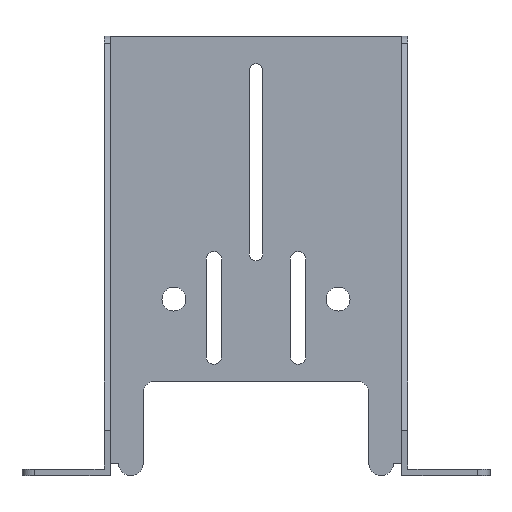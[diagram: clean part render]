
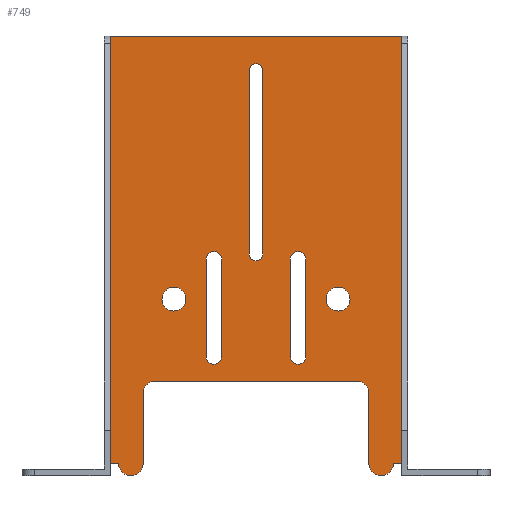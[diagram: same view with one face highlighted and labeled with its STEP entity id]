
A CAD part, top view. The second image highlights one B-rep face of the part: STEP entity #749.
In plain terms, the highlighted planar face has unit normal (0, 0, 1).
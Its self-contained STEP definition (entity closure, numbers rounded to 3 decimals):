
#615=FACE_BOUND('',#1327,.T.);
#616=FACE_BOUND('',#1328,.T.);
#617=FACE_BOUND('',#1329,.T.);
#618=FACE_BOUND('',#1330,.T.);
#619=FACE_BOUND('',#1331,.T.);
#620=FACE_BOUND('',#1332,.T.);
#721=CIRCLE('',#4173,3.);
#722=CIRCLE('',#4174,3.);
#723=CIRCLE('',#4175,3.);
#724=CIRCLE('',#4176,3.);
#725=CIRCLE('',#4177,3.);
#726=CIRCLE('',#4178,3.);
#727=CIRCLE('',#4179,1.9);
#728=CIRCLE('',#4180,1.9);
#729=CIRCLE('',#4181,1.65);
#730=CIRCLE('',#4182,1.65);
#731=CIRCLE('',#4183,1.9);
#732=CIRCLE('',#4184,1.9);
#733=CIRCLE('',#4185,2.9);
#734=CIRCLE('',#4186,2.9);
#749=ADVANCED_FACE('',(#615,#616,#617,#618,#619,#620),#972,.T.);
#972=PLANE('',#4187);
#1327=EDGE_LOOP('',(#1707,#1708,#1709,#1710,#1711,#1712,#1713,#1714,#1715,
#1716,#1717,#1718,#1719,#1720));
#1328=EDGE_LOOP('',(#1721,#1722,#1723,#1724));
#1329=EDGE_LOOP('',(#1725,#1726,#1727,#1728));
#1330=EDGE_LOOP('',(#1729,#1730,#1731,#1732));
#1331=EDGE_LOOP('',(#1733));
#1332=EDGE_LOOP('',(#1734));
#1707=ORIENTED_EDGE('',*,*,#3152,.T.);
#1708=ORIENTED_EDGE('',*,*,#3153,.T.);
#1709=ORIENTED_EDGE('',*,*,#3154,.F.);
#1710=ORIENTED_EDGE('',*,*,#3155,.T.);
#1711=ORIENTED_EDGE('',*,*,#3156,.F.);
#1712=ORIENTED_EDGE('',*,*,#3157,.T.);
#1713=ORIENTED_EDGE('',*,*,#3158,.F.);
#1714=ORIENTED_EDGE('',*,*,#3159,.T.);
#1715=ORIENTED_EDGE('',*,*,#3160,.T.);
#1716=ORIENTED_EDGE('',*,*,#3161,.T.);
#1717=ORIENTED_EDGE('',*,*,#3136,.T.);
#1718=ORIENTED_EDGE('',*,*,#3145,.F.);
#1719=ORIENTED_EDGE('',*,*,#3126,.T.);
#1720=ORIENTED_EDGE('',*,*,#3162,.T.);
#1721=ORIENTED_EDGE('',*,*,#3163,.F.);
#1722=ORIENTED_EDGE('',*,*,#3164,.F.);
#1723=ORIENTED_EDGE('',*,*,#3165,.F.);
#1724=ORIENTED_EDGE('',*,*,#3166,.F.);
#1725=ORIENTED_EDGE('',*,*,#3167,.F.);
#1726=ORIENTED_EDGE('',*,*,#3168,.F.);
#1727=ORIENTED_EDGE('',*,*,#3169,.F.);
#1728=ORIENTED_EDGE('',*,*,#3170,.F.);
#1729=ORIENTED_EDGE('',*,*,#3171,.F.);
#1730=ORIENTED_EDGE('',*,*,#3172,.F.);
#1731=ORIENTED_EDGE('',*,*,#3173,.F.);
#1732=ORIENTED_EDGE('',*,*,#3174,.F.);
#1733=ORIENTED_EDGE('',*,*,#3175,.F.);
#1734=ORIENTED_EDGE('',*,*,#3176,.F.);
#2747=VERTEX_POINT('',#5296);
#2748=VERTEX_POINT('',#5298);
#2756=VERTEX_POINT('',#5316);
#2757=VERTEX_POINT('',#5318);
#2765=VERTEX_POINT('',#5346);
#2766=VERTEX_POINT('',#5347);
#2767=VERTEX_POINT('',#5349);
#2768=VERTEX_POINT('',#5351);
#2769=VERTEX_POINT('',#5353);
#2770=VERTEX_POINT('',#5355);
#2771=VERTEX_POINT('',#5357);
#2772=VERTEX_POINT('',#5359);
#2773=VERTEX_POINT('',#5361);
#2774=VERTEX_POINT('',#5363);
#2775=VERTEX_POINT('',#5367);
#2776=VERTEX_POINT('',#5368);
#2777=VERTEX_POINT('',#5370);
#2778=VERTEX_POINT('',#5372);
#2779=VERTEX_POINT('',#5375);
#2780=VERTEX_POINT('',#5376);
#2781=VERTEX_POINT('',#5378);
#2782=VERTEX_POINT('',#5380);
#2783=VERTEX_POINT('',#5383);
#2784=VERTEX_POINT('',#5384);
#2785=VERTEX_POINT('',#5386);
#2786=VERTEX_POINT('',#5388);
#2787=VERTEX_POINT('',#5391);
#2788=VERTEX_POINT('',#5393);
#3126=EDGE_CURVE('',#2748,#2747,#3642,.T.);
#3136=EDGE_CURVE('',#2757,#2756,#3648,.T.);
#3145=EDGE_CURVE('',#2748,#2756,#3655,.T.);
#3152=EDGE_CURVE('',#2765,#2766,#721,.T.);
#3153=EDGE_CURVE('',#2766,#2767,#722,.T.);
#3154=EDGE_CURVE('',#2768,#2767,#3659,.T.);
#3155=EDGE_CURVE('',#2768,#2769,#723,.T.);
#3156=EDGE_CURVE('',#2770,#2769,#3660,.T.);
#3157=EDGE_CURVE('',#2770,#2771,#724,.T.);
#3158=EDGE_CURVE('',#2772,#2771,#3661,.T.);
#3159=EDGE_CURVE('',#2772,#2773,#725,.T.);
#3160=EDGE_CURVE('',#2773,#2774,#726,.T.);
#3161=EDGE_CURVE('',#2774,#2757,#3662,.T.);
#3162=EDGE_CURVE('',#2747,#2765,#3663,.T.);
#3163=EDGE_CURVE('',#2775,#2776,#727,.T.);
#3164=EDGE_CURVE('',#2777,#2775,#3664,.T.);
#3165=EDGE_CURVE('',#2778,#2777,#728,.T.);
#3166=EDGE_CURVE('',#2776,#2778,#3665,.T.);
#3167=EDGE_CURVE('',#2779,#2780,#729,.T.);
#3168=EDGE_CURVE('',#2781,#2779,#3666,.T.);
#3169=EDGE_CURVE('',#2782,#2781,#730,.T.);
#3170=EDGE_CURVE('',#2780,#2782,#3667,.T.);
#3171=EDGE_CURVE('',#2783,#2784,#731,.T.);
#3172=EDGE_CURVE('',#2785,#2783,#3668,.T.);
#3173=EDGE_CURVE('',#2786,#2785,#732,.T.);
#3174=EDGE_CURVE('',#2784,#2786,#3669,.T.);
#3175=EDGE_CURVE('',#2787,#2787,#733,.T.);
#3176=EDGE_CURVE('',#2788,#2788,#734,.T.);
#3642=LINE('',#5297,#3885);
#3648=LINE('',#5317,#3891);
#3655=LINE('',#5332,#3898);
#3659=LINE('',#5350,#3902);
#3660=LINE('',#5354,#3903);
#3661=LINE('',#5358,#3904);
#3662=LINE('',#5364,#3905);
#3663=LINE('',#5365,#3906);
#3664=LINE('',#5369,#3907);
#3665=LINE('',#5373,#3908);
#3666=LINE('',#5377,#3909);
#3667=LINE('',#5381,#3910);
#3668=LINE('',#5385,#3911);
#3669=LINE('',#5389,#3912);
#3885=VECTOR('',#4496,1.);
#3891=VECTOR('',#4512,1.);
#3898=VECTOR('',#4527,1.);
#3902=VECTOR('',#4545,1.);
#3903=VECTOR('',#4548,1.);
#3904=VECTOR('',#4551,1.);
#3905=VECTOR('',#4556,1.);
#3906=VECTOR('',#4557,1.);
#3907=VECTOR('',#4560,1.);
#3908=VECTOR('',#4563,1.);
#3909=VECTOR('',#4566,1.);
#3910=VECTOR('',#4569,1.);
#3911=VECTOR('',#4572,1.);
#3912=VECTOR('',#4575,1.);
#4173=AXIS2_PLACEMENT_3D('',#5345,#4541,#4542);
#4174=AXIS2_PLACEMENT_3D('',#5348,#4543,#4544);
#4175=AXIS2_PLACEMENT_3D('',#5352,#4546,#4547);
#4176=AXIS2_PLACEMENT_3D('',#5356,#4549,#4550);
#4177=AXIS2_PLACEMENT_3D('',#5360,#4552,#4553);
#4178=AXIS2_PLACEMENT_3D('',#5362,#4554,#4555);
#4179=AXIS2_PLACEMENT_3D('',#5366,#4558,#4559);
#4180=AXIS2_PLACEMENT_3D('',#5371,#4561,#4562);
#4181=AXIS2_PLACEMENT_3D('',#5374,#4564,#4565);
#4182=AXIS2_PLACEMENT_3D('',#5379,#4567,#4568);
#4183=AXIS2_PLACEMENT_3D('',#5382,#4570,#4571);
#4184=AXIS2_PLACEMENT_3D('',#5387,#4573,#4574);
#4185=AXIS2_PLACEMENT_3D('',#5390,#4576,#4577);
#4186=AXIS2_PLACEMENT_3D('',#5392,#4578,#4579);
#4187=AXIS2_PLACEMENT_3D('',#5394,#4580,#4581);
#4496=DIRECTION('',(0.,-1.,0.));
#4512=DIRECTION('',(0.,1.,0.));
#4527=DIRECTION('',(1.,0.,0.));
#4541=DIRECTION('',(0.,0.,1.));
#4542=DIRECTION('',(1.,0.,0.));
#4543=DIRECTION('',(0.,0.,1.));
#4544=DIRECTION('',(1.,0.,0.));
#4545=DIRECTION('',(0.,-1.,0.));
#4546=DIRECTION('',(0.,0.,-1.));
#4547=DIRECTION('',(1.,0.,0.));
#4548=DIRECTION('',(-1.,0.,0.));
#4549=DIRECTION('',(0.,0.,-1.));
#4550=DIRECTION('',(1.,0.,0.));
#4551=DIRECTION('',(0.,1.,0.));
#4552=DIRECTION('',(0.,0.,1.));
#4553=DIRECTION('',(1.,0.,0.));
#4554=DIRECTION('',(0.,0.,1.));
#4555=DIRECTION('',(1.,0.,0.));
#4556=DIRECTION('',(1.,0.,0.));
#4557=DIRECTION('',(1.,0.,0.));
#4558=DIRECTION('',(0.,0.,1.));
#4559=DIRECTION('',(1.,0.,0.));
#4560=DIRECTION('',(0.,1.,0.));
#4561=DIRECTION('',(0.,0.,1.));
#4562=DIRECTION('',(1.,0.,0.));
#4563=DIRECTION('',(0.,-1.,0.));
#4564=DIRECTION('',(0.,0.,1.));
#4565=DIRECTION('',(1.,0.,0.));
#4566=DIRECTION('',(0.,-1.,0.));
#4567=DIRECTION('',(0.,0.,1.));
#4568=DIRECTION('',(1.,0.,0.));
#4569=DIRECTION('',(0.,1.,0.));
#4570=DIRECTION('',(0.,0.,1.));
#4571=DIRECTION('',(1.,0.,0.));
#4572=DIRECTION('',(0.,-1.,0.));
#4573=DIRECTION('',(0.,0.,1.));
#4574=DIRECTION('',(1.,0.,0.));
#4575=DIRECTION('',(0.,1.,0.));
#4576=DIRECTION('',(0.,0.,1.));
#4577=DIRECTION('',(1.,0.,0.));
#4578=DIRECTION('',(0.,0.,1.));
#4579=DIRECTION('',(1.,0.,0.));
#4580=DIRECTION('',(0.,0.,1.));
#4581=DIRECTION('',(1.,0.,0.));
#5296=CARTESIAN_POINT('',(21.5,3.,1.5));
#5297=CARTESIAN_POINT('',(21.5,107.,1.5));
#5298=CARTESIAN_POINT('',(21.5,107.,1.5));
#5316=CARTESIAN_POINT('',(92.5,107.,1.5));
#5317=CARTESIAN_POINT('',(92.5,0.,1.5));
#5318=CARTESIAN_POINT('',(92.5,3.,1.5));
#5332=CARTESIAN_POINT('',(92.5,107.,1.5));
#5345=CARTESIAN_POINT('',(26.5,3.,1.5));
#5346=CARTESIAN_POINT('',(23.5,3.,1.5));
#5347=CARTESIAN_POINT('',(26.5,0.,1.5));
#5348=CARTESIAN_POINT('',(26.5,3.,1.5));
#5349=CARTESIAN_POINT('',(29.5,3.,1.5));
#5350=CARTESIAN_POINT('',(29.5,23.,1.5));
#5351=CARTESIAN_POINT('',(29.5,20.,1.5));
#5352=CARTESIAN_POINT('',(32.5,20.,1.5));
#5353=CARTESIAN_POINT('',(32.5,23.,1.5));
#5354=CARTESIAN_POINT('',(84.5,23.,1.5));
#5355=CARTESIAN_POINT('',(81.5,23.,1.5));
#5356=CARTESIAN_POINT('',(81.5,20.,1.5));
#5357=CARTESIAN_POINT('',(84.5,20.,1.5));
#5358=CARTESIAN_POINT('',(84.5,0.,1.5));
#5359=CARTESIAN_POINT('',(84.5,3.,1.5));
#5360=CARTESIAN_POINT('',(87.5,3.,1.5));
#5361=CARTESIAN_POINT('',(87.5,0.,1.5));
#5362=CARTESIAN_POINT('',(87.5,3.,1.5));
#5363=CARTESIAN_POINT('',(90.5,3.,1.5));
#5364=CARTESIAN_POINT('',(0.,3.,1.5));
#5365=CARTESIAN_POINT('',(0.,3.,1.5));
#5366=CARTESIAN_POINT('',(46.75,52.7,1.5));
#5367=CARTESIAN_POINT('',(48.65,52.7,1.5));
#5368=CARTESIAN_POINT('',(44.85,52.7,1.5));
#5369=CARTESIAN_POINT('',(48.65,29.,1.5));
#5370=CARTESIAN_POINT('',(48.65,29.,1.5));
#5371=CARTESIAN_POINT('',(46.75,29.,1.5));
#5372=CARTESIAN_POINT('',(44.85,29.,1.5));
#5373=CARTESIAN_POINT('',(44.85,52.7,1.5));
#5374=CARTESIAN_POINT('',(57.,54.,1.5));
#5375=CARTESIAN_POINT('',(55.35,54.,1.5));
#5376=CARTESIAN_POINT('',(58.65,54.,1.5));
#5377=CARTESIAN_POINT('',(55.35,98.7,1.5));
#5378=CARTESIAN_POINT('',(55.35,98.7,1.5));
#5379=CARTESIAN_POINT('',(57.,98.7,1.5));
#5380=CARTESIAN_POINT('',(58.65,98.7,1.5));
#5381=CARTESIAN_POINT('',(58.65,54.,1.5));
#5382=CARTESIAN_POINT('',(67.25,29.,1.5));
#5383=CARTESIAN_POINT('',(65.35,29.,1.5));
#5384=CARTESIAN_POINT('',(69.15,29.,1.5));
#5385=CARTESIAN_POINT('',(65.35,52.7,1.5));
#5386=CARTESIAN_POINT('',(65.35,52.7,1.5));
#5387=CARTESIAN_POINT('',(67.25,52.7,1.5));
#5388=CARTESIAN_POINT('',(69.15,52.7,1.5));
#5389=CARTESIAN_POINT('',(69.15,29.,1.5));
#5390=CARTESIAN_POINT('',(77.,43.,1.5));
#5391=CARTESIAN_POINT('',(79.9,43.,1.5));
#5392=CARTESIAN_POINT('',(37.,43.,1.5));
#5393=CARTESIAN_POINT('',(39.9,43.,1.5));
#5394=CARTESIAN_POINT('',(0.,0.,1.5));
